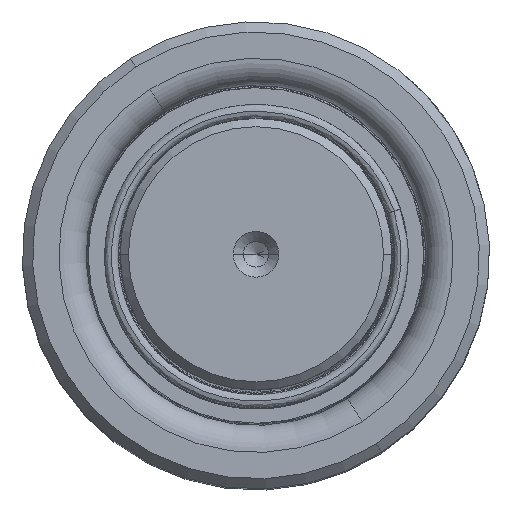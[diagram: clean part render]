
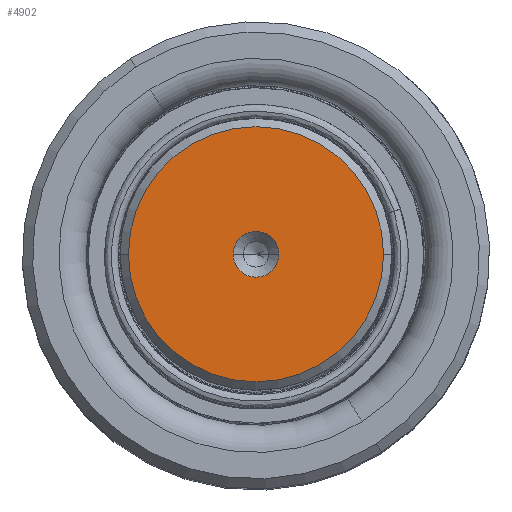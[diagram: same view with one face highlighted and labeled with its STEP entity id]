
A CAD part, top view. The second image highlights one B-rep face of the part: STEP entity #4902.
In plain terms, the highlighted planar face has unit normal (0, 0, 1).
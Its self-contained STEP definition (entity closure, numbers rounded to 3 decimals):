
#14 = EDGE_LOOP ( 'NONE', ( #16859, #41626 ) ) ;
#139 = DIRECTION ( 'NONE',  ( 0., 0., 1. ) ) ;
#2243 = EDGE_CURVE ( 'NONE', #9712, #13029, #3130, .T. ) ;
#2935 = VERTEX_POINT ( 'NONE', #18824 ) ;
#3130 = CIRCLE ( 'NONE', #31493, 2.7 ) ;
#3559 = VERTEX_POINT ( 'NONE', #32590 ) ;
#4902 = ADVANCED_FACE ( 'NONE', ( #15825, #15155 ), #48473, .T. ) ;
#9435 = CARTESIAN_POINT ( 'NONE',  ( -2.7, 0., 160. ) ) ;
#9712 = VERTEX_POINT ( 'NONE', #9435 ) ;
#9724 = CARTESIAN_POINT ( 'NONE',  ( 0., 0., 160. ) ) ;
#10535 = CIRCLE ( 'NONE', #14237, 2.7 ) ;
#11207 = AXIS2_PLACEMENT_3D ( 'NONE', #20848, #16231, #56073 ) ;
#12432 = DIRECTION ( 'NONE',  ( 0., 0., 1. ) ) ;
#13029 = VERTEX_POINT ( 'NONE', #17851 ) ;
#13705 = EDGE_LOOP ( 'NONE', ( #14672, #43398 ) ) ;
#14237 = AXIS2_PLACEMENT_3D ( 'NONE', #9724, #22965, #39940 ) ;
#14672 = ORIENTED_EDGE ( 'NONE', *, *, #55565, .T. ) ;
#15155 = FACE_OUTER_BOUND ( 'NONE', #13705, .T. ) ;
#15825 = FACE_BOUND ( 'NONE', #14, .T. ) ;
#16111 = AXIS2_PLACEMENT_3D ( 'NONE', #43385, #12432, #47062 ) ;
#16231 = DIRECTION ( 'NONE',  ( 0., 0., 1. ) ) ;
#16859 = ORIENTED_EDGE ( 'NONE', *, *, #24355, .F. ) ;
#17851 = CARTESIAN_POINT ( 'NONE',  ( 2.7, 0., 160. ) ) ;
#18824 = CARTESIAN_POINT ( 'NONE',  ( -15.012, 0., 160. ) ) ;
#20848 = CARTESIAN_POINT ( 'NONE',  ( 0., 0., 160. ) ) ;
#22965 = DIRECTION ( 'NONE',  ( 0., 0., 1. ) ) ;
#24355 = EDGE_CURVE ( 'NONE', #13029, #9712, #10535, .T. ) ;
#24805 = CIRCLE ( 'NONE', #11207, 15.012 ) ;
#30359 = DIRECTION ( 'NONE',  ( 0., 0., 1. ) ) ;
#31493 = AXIS2_PLACEMENT_3D ( 'NONE', #38854, #30359, #47666 ) ;
#32006 = AXIS2_PLACEMENT_3D ( 'NONE', #35627, #139, #44039 ) ;
#32590 = CARTESIAN_POINT ( 'NONE',  ( 15.012, 0., 160. ) ) ;
#35627 = CARTESIAN_POINT ( 'NONE',  ( 0., 0., 160. ) ) ;
#38854 = CARTESIAN_POINT ( 'NONE',  ( 0., 0., 160. ) ) ;
#39940 = DIRECTION ( 'NONE',  ( 1., 0., 0. ) ) ;
#41626 = ORIENTED_EDGE ( 'NONE', *, *, #2243, .F. ) ;
#43385 = CARTESIAN_POINT ( 'NONE',  ( 0., 0., 160. ) ) ;
#43398 = ORIENTED_EDGE ( 'NONE', *, *, #46442, .T. ) ;
#44039 = DIRECTION ( 'NONE',  ( 1., 0., 0. ) ) ;
#46442 = EDGE_CURVE ( 'NONE', #3559, #2935, #56788, .T. ) ;
#47062 = DIRECTION ( 'NONE',  ( 1., 0., 0. ) ) ;
#47666 = DIRECTION ( 'NONE',  ( 1., 0., 0. ) ) ;
#48473 = PLANE ( 'NONE',  #32006 ) ;
#55565 = EDGE_CURVE ( 'NONE', #2935, #3559, #24805, .T. ) ;
#56073 = DIRECTION ( 'NONE',  ( 1., 0., 0. ) ) ;
#56788 = CIRCLE ( 'NONE', #16111, 15.012 ) ;
